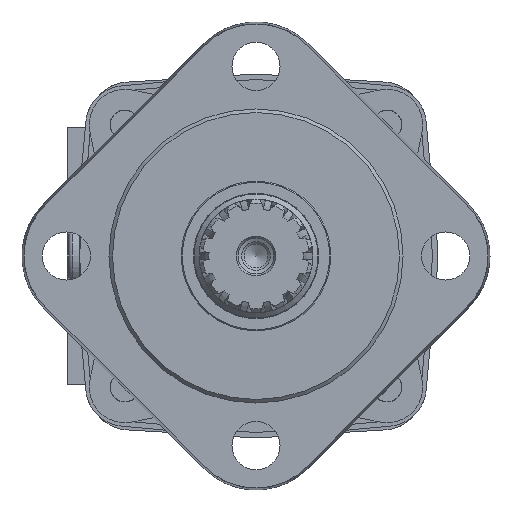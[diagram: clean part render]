
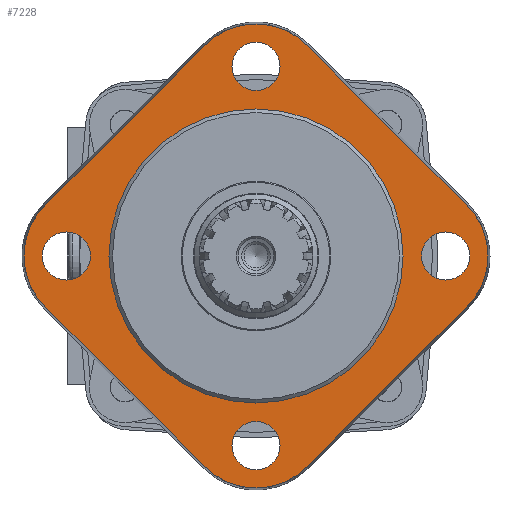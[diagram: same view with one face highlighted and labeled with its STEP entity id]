
A CAD part, left-side view. The second image highlights one B-rep face of the part: STEP entity #7228.
In plain terms, the highlighted planar face has unit normal (-1, 0, 0).
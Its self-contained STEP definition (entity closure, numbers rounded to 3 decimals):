
#338=PLANE('',#8129);
#707=LINE('',#12911,#1099);
#708=LINE('',#12918,#1100);
#710=LINE('',#12927,#1102);
#712=LINE('',#12931,#1104);
#714=LINE('',#12940,#1106);
#716=LINE('',#12954,#1108);
#718=LINE('',#12964,#1110);
#721=LINE('',#12986,#1113);
#722=LINE('',#12989,#1114);
#723=LINE('',#12991,#1115);
#724=LINE('',#12993,#1116);
#725=LINE('',#12995,#1117);
#1099=VECTOR('',#10096,1000.);
#1100=VECTOR('',#10099,1000.);
#1102=VECTOR('',#10103,1000.);
#1104=VECTOR('',#10107,1000.);
#1106=VECTOR('',#10111,1000.);
#1108=VECTOR('',#10115,1000.);
#1110=VECTOR('',#10119,1000.);
#1113=VECTOR('',#10124,1000.);
#1114=VECTOR('',#10129,1000.);
#1115=VECTOR('',#10132,1000.);
#1116=VECTOR('',#10135,1000.);
#1117=VECTOR('',#10138,1000.);
#3076=ORIENTED_EDGE('',*,*,#4294,.F.);
#3077=ORIENTED_EDGE('',*,*,#4293,.T.);
#3078=ORIENTED_EDGE('',*,*,#4295,.F.);
#3079=ORIENTED_EDGE('',*,*,#4272,.F.);
#3080=ORIENTED_EDGE('',*,*,#4296,.F.);
#3081=ORIENTED_EDGE('',*,*,#4270,.T.);
#3082=ORIENTED_EDGE('',*,*,#4297,.F.);
#3083=ORIENTED_EDGE('',*,*,#4275,.F.);
#3084=ORIENTED_EDGE('',*,*,#4298,.F.);
#3085=ORIENTED_EDGE('',*,*,#4277,.F.);
#3086=ORIENTED_EDGE('',*,*,#4299,.T.);
#3087=ORIENTED_EDGE('',*,*,#4284,.T.);
#3088=ORIENTED_EDGE('',*,*,#4300,.F.);
#3089=ORIENTED_EDGE('',*,*,#4280,.F.);
#3090=ORIENTED_EDGE('',*,*,#4301,.T.);
#3091=ORIENTED_EDGE('',*,*,#4287,.T.);
#3092=ORIENTED_EDGE('',*,*,#4302,.F.);
#3093=ORIENTED_EDGE('',*,*,#4303,.F.);
#3094=ORIENTED_EDGE('',*,*,#4304,.T.);
#3095=ORIENTED_EDGE('',*,*,#4305,.T.);
#3096=ORIENTED_EDGE('',*,*,#4306,.T.);
#4270=EDGE_CURVE('',#5036,#5037,#707,.T.);
#4272=EDGE_CURVE('',#5038,#5039,#708,.T.);
#4275=EDGE_CURVE('',#5040,#5041,#710,.T.);
#4277=EDGE_CURVE('',#5042,#5043,#712,.T.);
#4280=EDGE_CURVE('',#5044,#5045,#714,.T.);
#4284=EDGE_CURVE('',#5047,#5046,#716,.T.);
#4287=EDGE_CURVE('',#5050,#5048,#718,.T.);
#4293=EDGE_CURVE('',#5052,#5053,#721,.T.);
#4294=EDGE_CURVE('',#5052,#5048,#5491,.T.);
#4295=EDGE_CURVE('',#5039,#5053,#722,.T.);
#4296=EDGE_CURVE('',#5036,#5038,#5492,.T.);
#4297=EDGE_CURVE('',#5041,#5037,#723,.T.);
#4298=EDGE_CURVE('',#5043,#5040,#5493,.T.);
#4299=EDGE_CURVE('',#5042,#5047,#724,.T.);
#4300=EDGE_CURVE('',#5045,#5046,#5494,.T.);
#4301=EDGE_CURVE('',#5044,#5050,#725,.T.);
#4302=EDGE_CURVE('',#5054,#5054,#5495,.F.);
#4303=EDGE_CURVE('',#5055,#5055,#5496,.F.);
#4304=EDGE_CURVE('',#5056,#5056,#5497,.T.);
#4305=EDGE_CURVE('',#5057,#5057,#5498,.T.);
#4306=EDGE_CURVE('',#5058,#5058,#5499,.T.);
#5036=VERTEX_POINT('',#12908);
#5037=VERTEX_POINT('',#12910);
#5038=VERTEX_POINT('',#12917);
#5039=VERTEX_POINT('',#12919);
#5040=VERTEX_POINT('',#12926);
#5041=VERTEX_POINT('',#12928);
#5042=VERTEX_POINT('',#12932);
#5043=VERTEX_POINT('',#12933);
#5044=VERTEX_POINT('',#12941);
#5045=VERTEX_POINT('',#12942);
#5046=VERTEX_POINT('',#12953);
#5047=VERTEX_POINT('',#12955);
#5048=VERTEX_POINT('',#12962);
#5050=VERTEX_POINT('',#12965);
#5052=VERTEX_POINT('',#12978);
#5053=VERTEX_POINT('',#12985);
#5054=VERTEX_POINT('',#12997);
#5055=VERTEX_POINT('',#12999);
#5056=VERTEX_POINT('',#13001);
#5057=VERTEX_POINT('',#13003);
#5058=VERTEX_POINT('',#13005);
#5491=CIRCLE('',#8130,20.11);
#5492=CIRCLE('',#8131,20.11);
#5493=CIRCLE('',#8132,20.11);
#5494=CIRCLE('',#8133,20.11);
#5495=CIRCLE('',#8134,6.75);
#5496=CIRCLE('',#8135,41.25);
#5497=CIRCLE('',#8136,6.75);
#5498=CIRCLE('',#8137,6.75);
#5499=CIRCLE('',#8138,6.75);
#6009=EDGE_LOOP('',(#3076,#3077,#3078,#3079,#3080,#3081,#3082,#3083,#3084,
#3085,#3086,#3087,#3088,#3089,#3090,#3091));
#6010=EDGE_LOOP('',(#3092));
#6011=EDGE_LOOP('',(#3093));
#6012=EDGE_LOOP('',(#3094));
#6013=EDGE_LOOP('',(#3095));
#6014=EDGE_LOOP('',(#3096));
#6585=FACE_BOUND('',#6009,.T.);
#6586=FACE_BOUND('',#6010,.T.);
#6587=FACE_BOUND('',#6011,.T.);
#6588=FACE_BOUND('',#6012,.T.);
#6589=FACE_BOUND('',#6013,.T.);
#6590=FACE_BOUND('',#6014,.T.);
#7228=ADVANCED_FACE('',(#6585,#6586,#6587,#6588,#6589,#6590),#338,.F.);
#8129=AXIS2_PLACEMENT_3D('',#12987,#10125,#10126);
#8130=AXIS2_PLACEMENT_3D('',#12988,#10127,#10128);
#8131=AXIS2_PLACEMENT_3D('',#12990,#10130,#10131);
#8132=AXIS2_PLACEMENT_3D('',#12992,#10133,#10134);
#8133=AXIS2_PLACEMENT_3D('',#12994,#10136,#10137);
#8134=AXIS2_PLACEMENT_3D('',#12996,#10139,#10140);
#8135=AXIS2_PLACEMENT_3D('',#12998,#10141,#10142);
#8136=AXIS2_PLACEMENT_3D('',#13000,#10143,#10144);
#8137=AXIS2_PLACEMENT_3D('',#13002,#10145,#10146);
#8138=AXIS2_PLACEMENT_3D('',#13004,#10147,#10148);
#10096=DIRECTION('',(0.,-0.707,-0.707));
#10099=DIRECTION('',(0.,0.707,-0.707));
#10103=DIRECTION('',(0.,-0.707,-0.707));
#10107=DIRECTION('',(0.,0.707,-0.707));
#10111=DIRECTION('',(0.,-0.707,-0.707));
#10115=DIRECTION('',(0.,0.707,-0.707));
#10119=DIRECTION('',(0.,-0.707,-0.707));
#10124=DIRECTION('',(0.,0.707,-0.707));
#10125=DIRECTION('',(1.,0.,0.));
#10126=DIRECTION('',(0.,0.,-1.));
#10127=DIRECTION('',(1.,0.,0.));
#10128=DIRECTION('',(0.,0.,-1.));
#10129=DIRECTION('',(0.,0.707,0.707));
#10130=DIRECTION('',(1.,0.,0.));
#10131=DIRECTION('',(0.,0.,-1.));
#10132=DIRECTION('',(0.,0.707,-0.707));
#10133=DIRECTION('',(1.,0.,0.));
#10134=DIRECTION('',(0.,0.,-1.));
#10135=DIRECTION('',(0.,0.707,0.707));
#10136=DIRECTION('',(1.,0.,0.));
#10137=DIRECTION('',(0.,0.,-1.));
#10138=DIRECTION('',(0.,0.707,-0.707));
#10139=DIRECTION('',(1.,0.,0.));
#10140=DIRECTION('',(0.,0.,-1.));
#10141=DIRECTION('',(1.,0.,0.));
#10142=DIRECTION('',(0.,0.,-1.));
#10143=DIRECTION('',(1.,0.,0.));
#10144=DIRECTION('',(0.,0.,-1.));
#10145=DIRECTION('',(1.,0.,0.));
#10146=DIRECTION('',(0.,0.,-1.));
#10147=DIRECTION('',(1.,0.,0.));
#10148=DIRECTION('',(0.,0.,-1.));
#12908=CARTESIAN_POINT('',(0.,-14.22,-59.22));
#12910=CARTESIAN_POINT('',(0.,-14.22,-59.22));
#12911=CARTESIAN_POINT('',(0.,59.22,14.22));
#12917=CARTESIAN_POINT('',(0.,14.22,-59.22));
#12918=CARTESIAN_POINT('',(0.,-59.22,14.22));
#12919=CARTESIAN_POINT('',(0.,14.22,-59.22));
#12926=CARTESIAN_POINT('',(0.,-59.22,-14.22));
#12927=CARTESIAN_POINT('',(0.,14.22,59.22));
#12928=CARTESIAN_POINT('',(0.,-59.22,-14.22));
#12931=CARTESIAN_POINT('',(0.,-59.22,14.22));
#12932=CARTESIAN_POINT('',(0.,-59.22,14.22));
#12933=CARTESIAN_POINT('',(0.,-59.22,14.22));
#12940=CARTESIAN_POINT('',(0.,14.22,59.22));
#12941=CARTESIAN_POINT('',(0.,14.22,59.22));
#12942=CARTESIAN_POINT('',(0.,14.22,59.22));
#12953=CARTESIAN_POINT('',(0.,-14.22,59.22));
#12954=CARTESIAN_POINT('',(0.,-14.22,59.22));
#12955=CARTESIAN_POINT('',(0.,-14.22,59.22));
#12962=CARTESIAN_POINT('',(0.,59.22,14.22));
#12964=CARTESIAN_POINT('',(0.,59.22,14.22));
#12965=CARTESIAN_POINT('',(0.,59.22,14.22));
#12978=CARTESIAN_POINT('',(0.,59.22,-14.22));
#12985=CARTESIAN_POINT('',(0.,59.22,-14.22));
#12986=CARTESIAN_POINT('',(0.,-14.22,59.22));
#12987=CARTESIAN_POINT('',(0.,14.22,59.22));
#12988=CARTESIAN_POINT('',(0.,45.,0.));
#12989=CARTESIAN_POINT('',(0.,14.22,-59.22));
#12990=CARTESIAN_POINT('',(0.,0.,-45.));
#12991=CARTESIAN_POINT('',(0.,-59.22,-14.22));
#12992=CARTESIAN_POINT('',(0.,-45.,0.));
#12993=CARTESIAN_POINT('',(0.,-59.22,14.22));
#12994=CARTESIAN_POINT('',(0.,0.,45.));
#12995=CARTESIAN_POINT('',(0.,14.22,59.22));
#12996=CARTESIAN_POINT('',(0.,53.2,0.));
#12997=CARTESIAN_POINT('',(0.,53.2,-6.75));
#12998=CARTESIAN_POINT('',(0.,0.,0.));
#12999=CARTESIAN_POINT('',(0.,0.,-41.25));
#13000=CARTESIAN_POINT('',(0.,0.,53.2));
#13001=CARTESIAN_POINT('',(0.,0.,46.45));
#13002=CARTESIAN_POINT('',(0.,-53.2,0.));
#13003=CARTESIAN_POINT('',(0.,-53.2,-6.75));
#13004=CARTESIAN_POINT('',(0.,0.,-53.2));
#13005=CARTESIAN_POINT('',(0.,0.,
-59.95));
